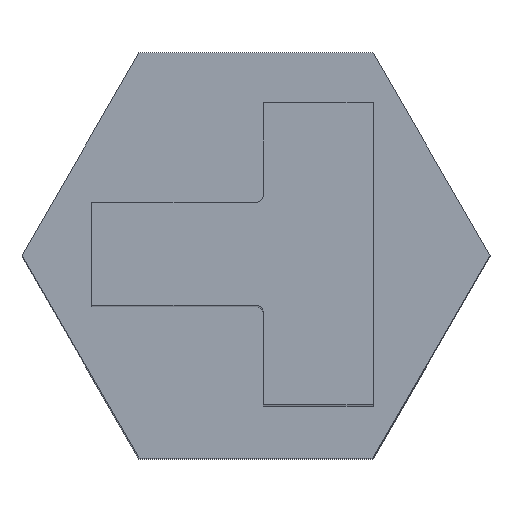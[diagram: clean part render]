
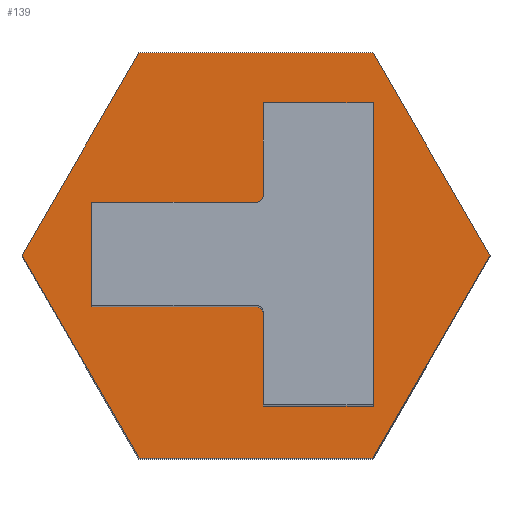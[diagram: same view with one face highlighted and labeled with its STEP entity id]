
A CAD part, top view. The second image highlights one B-rep face of the part: STEP entity #139.
In plain terms, the highlighted planar face has unit normal (0, 0, 1).
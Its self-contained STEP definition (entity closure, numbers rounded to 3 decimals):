
#95=FACE_BOUND('',#209,.T.);
#96=FACE_BOUND('',#210,.T.);
#111=PLANE('',#718);
#139=ADVANCED_FACE('',(#95,#96),#111,.T.);
#209=EDGE_LOOP('',(#421,#422,#423,#424,#425,#426,#427,#428,#429,#430));
#210=EDGE_LOOP('',(#431,#432,#433,#434,#435,#436));
#251=LINE('',#969,#319);
#255=LINE('',#977,#323);
#258=LINE('',#983,#326);
#261=LINE('',#989,#329);
#264=LINE('',#995,#332);
#266=LINE('',#998,#334);
#267=LINE('',#1000,#335);
#268=LINE('',#1005,#336);
#269=LINE('',#1007,#337);
#270=LINE('',#1009,#338);
#271=LINE('',#1011,#339);
#272=LINE('',#1013,#340);
#273=LINE('',#1017,#341);
#274=LINE('',#1019,#342);
#319=VECTOR('',#791,1.);
#323=VECTOR('',#797,1.);
#326=VECTOR('',#802,1.);
#329=VECTOR('',#807,1.);
#332=VECTOR('',#812,1.);
#334=VECTOR('',#816,1.);
#335=VECTOR('',#819,1.);
#336=VECTOR('',#822,1.);
#337=VECTOR('',#823,1.);
#338=VECTOR('',#824,1.);
#339=VECTOR('',#825,1.);
#340=VECTOR('',#826,1.);
#341=VECTOR('',#829,1.);
#342=VECTOR('',#830,1.);
#421=ORIENTED_EDGE('',*,*,#635,.F.);
#422=ORIENTED_EDGE('',*,*,#636,.T.);
#423=ORIENTED_EDGE('',*,*,#637,.F.);
#424=ORIENTED_EDGE('',*,*,#638,.F.);
#425=ORIENTED_EDGE('',*,*,#639,.F.);
#426=ORIENTED_EDGE('',*,*,#640,.F.);
#427=ORIENTED_EDGE('',*,*,#641,.F.);
#428=ORIENTED_EDGE('',*,*,#642,.T.);
#429=ORIENTED_EDGE('',*,*,#643,.F.);
#430=ORIENTED_EDGE('',*,*,#644,.F.);
#431=ORIENTED_EDGE('',*,*,#619,.T.);
#432=ORIENTED_EDGE('',*,*,#623,.T.);
#433=ORIENTED_EDGE('',*,*,#626,.T.);
#434=ORIENTED_EDGE('',*,*,#629,.T.);
#435=ORIENTED_EDGE('',*,*,#632,.T.);
#436=ORIENTED_EDGE('',*,*,#634,.T.);
#558=VERTEX_POINT('',#968);
#559=VERTEX_POINT('',#970);
#561=VERTEX_POINT('',#976);
#563=VERTEX_POINT('',#982);
#565=VERTEX_POINT('',#988);
#567=VERTEX_POINT('',#994);
#568=VERTEX_POINT('',#1001);
#569=VERTEX_POINT('',#1002);
#570=VERTEX_POINT('',#1004);
#571=VERTEX_POINT('',#1006);
#572=VERTEX_POINT('',#1008);
#573=VERTEX_POINT('',#1010);
#574=VERTEX_POINT('',#1012);
#575=VERTEX_POINT('',#1014);
#576=VERTEX_POINT('',#1016);
#577=VERTEX_POINT('',#1018);
#619=EDGE_CURVE('',#559,#558,#251,.T.);
#623=EDGE_CURVE('',#558,#561,#255,.T.);
#626=EDGE_CURVE('',#561,#563,#258,.T.);
#629=EDGE_CURVE('',#563,#565,#261,.T.);
#632=EDGE_CURVE('',#565,#567,#264,.T.);
#634=EDGE_CURVE('',#567,#559,#266,.T.);
#635=EDGE_CURVE('',#568,#569,#267,.T.);
#636=EDGE_CURVE('',#568,#570,#686,.T.);
#637=EDGE_CURVE('',#571,#570,#268,.T.);
#638=EDGE_CURVE('',#572,#571,#269,.T.);
#639=EDGE_CURVE('',#573,#572,#270,.T.);
#640=EDGE_CURVE('',#574,#573,#271,.T.);
#641=EDGE_CURVE('',#575,#574,#272,.T.);
#642=EDGE_CURVE('',#575,#576,#687,.T.);
#643=EDGE_CURVE('',#577,#576,#273,.T.);
#644=EDGE_CURVE('',#569,#577,#274,.T.);
#686=CIRCLE('',#716,0.1);
#687=CIRCLE('',#717,0.1);
#716=AXIS2_PLACEMENT_3D('',#1003,#820,#821);
#717=AXIS2_PLACEMENT_3D('',#1015,#827,#828);
#718=AXIS2_PLACEMENT_3D('',#1020,#831,#832);
#791=DIRECTION('',(-1.,0.,0.));
#797=DIRECTION('',(-0.5,-0.866,0.));
#802=DIRECTION('',(0.5,-0.866,0.));
#807=DIRECTION('',(1.,0.,0.));
#812=DIRECTION('',(0.5,0.866,0.));
#816=DIRECTION('',(-0.5,0.866,0.));
#819=DIRECTION('',(-1.,0.,0.));
#820=DIRECTION('',(0.,0.,1.));
#821=DIRECTION('',(1.,0.,0.));
#822=DIRECTION('',(0.,-1.,0.));
#823=DIRECTION('',(-1.,0.,0.));
#824=DIRECTION('',(0.,1.,0.));
#825=DIRECTION('',(1.,0.,0.));
#826=DIRECTION('',(0.,-1.,0.));
#827=DIRECTION('',(0.,0.,1.));
#828=DIRECTION('',(1.,0.,0.));
#829=DIRECTION('',(1.,0.,0.));
#830=DIRECTION('',(0.,-1.,0.));
#831=DIRECTION('',(0.,0.,1.));
#832=DIRECTION('',(1.,0.,0.));
#968=CARTESIAN_POINT('',(-1.703,2.95,10.8));
#969=CARTESIAN_POINT('',(1.703,2.95,10.8));
#970=CARTESIAN_POINT('',(1.703,2.95,10.8));
#976=CARTESIAN_POINT('',(-3.406,0.,10.8));
#977=CARTESIAN_POINT('',(-1.703,2.95,10.8));
#982=CARTESIAN_POINT('',(-1.703,-2.95,10.8));
#983=CARTESIAN_POINT('',(-3.406,0.,10.8));
#988=CARTESIAN_POINT('',(1.703,-2.95,10.8));
#989=CARTESIAN_POINT('',(-1.703,-2.95,10.8));
#994=CARTESIAN_POINT('',(3.406,0.,10.8));
#995=CARTESIAN_POINT('',(1.703,-2.95,10.8));
#998=CARTESIAN_POINT('',(3.406,0.,10.8));
#1000=CARTESIAN_POINT('',(0.106,0.75,10.8));
#1001=CARTESIAN_POINT('',(0.006,0.75,10.8));
#1002=CARTESIAN_POINT('',(-2.394,0.75,10.8));
#1003=CARTESIAN_POINT('',(0.006,0.85,10.8));
#1004=CARTESIAN_POINT('',(0.106,0.85,10.8));
#1005=CARTESIAN_POINT('',(0.106,2.2,10.8));
#1006=CARTESIAN_POINT('',(0.106,2.2,10.8));
#1007=CARTESIAN_POINT('',(1.706,2.2,10.8));
#1008=CARTESIAN_POINT('',(1.706,2.2,10.8));
#1009=CARTESIAN_POINT('',(1.706,-2.2,10.8));
#1010=CARTESIAN_POINT('',(1.706,-2.2,10.8));
#1011=CARTESIAN_POINT('',(0.106,-2.2,10.8));
#1012=CARTESIAN_POINT('',(0.106,-2.2,10.8));
#1013=CARTESIAN_POINT('',(0.106,-0.75,10.8));
#1014=CARTESIAN_POINT('',(0.106,-0.85,10.8));
#1015=CARTESIAN_POINT('',(0.006,-0.85,10.8));
#1016=CARTESIAN_POINT('',(0.006,-0.75,10.8));
#1017=CARTESIAN_POINT('',(-2.394,-0.75,10.8));
#1018=CARTESIAN_POINT('',(-2.394,-0.75,10.8));
#1019=CARTESIAN_POINT('',(-2.394,0.75,10.8));
#1020=CARTESIAN_POINT('',(-1.703,2.95,10.8));
